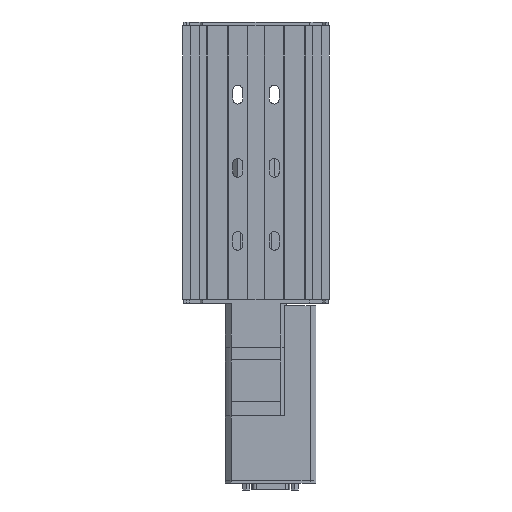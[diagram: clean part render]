
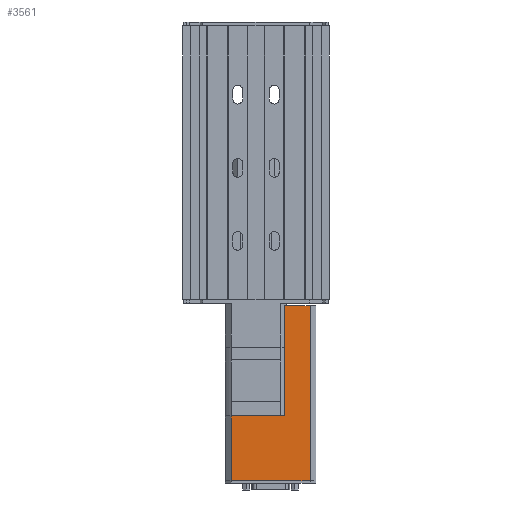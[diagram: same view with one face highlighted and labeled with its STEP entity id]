
A CAD part, front view. The second image highlights one B-rep face of the part: STEP entity #3561.
In plain terms, the highlighted planar face has unit normal (0, -1, 0).
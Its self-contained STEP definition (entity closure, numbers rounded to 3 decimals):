
#1088 = CARTESIAN_POINT ( 'NONE',  ( 37., -21., -91.25 ) ) ;
#1390 = EDGE_CURVE ( 'NONE', #6249, #23040, #2420, .T. ) ;
#1768 = CARTESIAN_POINT ( 'NONE',  ( 37., -21., 28.5 ) ) ;
#2420 = LINE ( 'NONE', #17799, #7534 ) ;
#2825 = PLANE ( 'NONE',  #9512 ) ;
#2983 = EDGE_CURVE ( 'NONE', #4238, #23040, #8136, .T. ) ;
#3561 = ADVANCED_FACE ( 'NONE', ( #10596 ), #2825, .F. ) ;
#3585 = VECTOR ( 'NONE', #7470, 1000. ) ;
#3760 = DIRECTION ( 'NONE',  ( -1., 0., 0. ) ) ;
#4238 = VERTEX_POINT ( 'NONE', #16600 ) ;
#5543 = EDGE_CURVE ( 'NONE', #10811, #10242, #24374, .T. ) ;
#5946 = CARTESIAN_POINT ( 'NONE',  ( 37., -21., -91.25 ) ) ;
#6249 = VERTEX_POINT ( 'NONE', #16417 ) ;
#6550 = CARTESIAN_POINT ( 'NONE',  ( 19.5, -21., 28.5 ) ) ;
#6569 = VERTEX_POINT ( 'NONE', #19648 ) ;
#6663 = EDGE_LOOP ( 'NONE', ( #22383, #19880, #15388, #18830, #19239, #11184 ) ) ;
#7198 = CARTESIAN_POINT ( 'NONE',  ( -17., -21., -47. ) ) ;
#7470 = DIRECTION ( 'NONE',  ( 0., 0., 1. ) ) ;
#7534 = VECTOR ( 'NONE', #10070, 1000. ) ;
#8136 = LINE ( 'NONE', #19615, #21825 ) ;
#8960 = VECTOR ( 'NONE', #3760, 1000. ) ;
#9512 = AXIS2_PLACEMENT_3D ( 'NONE', #1088, #22308, #16191 ) ;
#10070 = DIRECTION ( 'NONE',  ( 0., 0., 1. ) ) ;
#10242 = VERTEX_POINT ( 'NONE', #17084 ) ;
#10596 = FACE_OUTER_BOUND ( 'NONE', #6663, .T. ) ;
#10811 = VERTEX_POINT ( 'NONE', #6550 ) ;
#11184 = ORIENTED_EDGE ( 'NONE', *, *, #22034, .F. ) ;
#14989 = LINE ( 'NONE', #22744, #16509 ) ;
#15388 = ORIENTED_EDGE ( 'NONE', *, *, #21519, .T. ) ;
#15677 = EDGE_CURVE ( 'NONE', #6569, #10242, #19089, .T. ) ;
#15738 = DIRECTION ( 'NONE',  ( -1., 0., 0. ) ) ;
#16191 = DIRECTION ( 'NONE',  ( -1., 0., 0. ) ) ;
#16417 = CARTESIAN_POINT ( 'NONE',  ( -17., -21., -91.25 ) ) ;
#16509 = VECTOR ( 'NONE', #17248, 1000. ) ;
#16600 = CARTESIAN_POINT ( 'NONE',  ( 19.5, -21., -47. ) ) ;
#17084 = CARTESIAN_POINT ( 'NONE',  ( 37., -21., 28.5 ) ) ;
#17100 = CARTESIAN_POINT ( 'NONE',  ( 37., -21., -91.25 ) ) ;
#17248 = DIRECTION ( 'NONE',  ( 0., 0., -1. ) ) ;
#17799 = CARTESIAN_POINT ( 'NONE',  ( -17., -21., -91.25 ) ) ;
#18830 = ORIENTED_EDGE ( 'NONE', *, *, #2983, .T. ) ;
#18981 = LINE ( 'NONE', #17100, #8960 ) ;
#19089 = LINE ( 'NONE', #5946, #3585 ) ;
#19239 = ORIENTED_EDGE ( 'NONE', *, *, #1390, .F. ) ;
#19615 = CARTESIAN_POINT ( 'NONE',  ( 37., -21., -47. ) ) ;
#19648 = CARTESIAN_POINT ( 'NONE',  ( 37., -21., -91.25 ) ) ;
#19880 = ORIENTED_EDGE ( 'NONE', *, *, #5543, .F. ) ;
#20633 = DIRECTION ( 'NONE',  ( 1., 0., 0. ) ) ;
#21519 = EDGE_CURVE ( 'NONE', #10811, #4238, #14989, .T. ) ;
#21825 = VECTOR ( 'NONE', #15738, 1000. ) ;
#22034 = EDGE_CURVE ( 'NONE', #6569, #6249, #18981, .T. ) ;
#22308 = DIRECTION ( 'NONE',  ( 0., 1., 0. ) ) ;
#22383 = ORIENTED_EDGE ( 'NONE', *, *, #15677, .T. ) ;
#22744 = CARTESIAN_POINT ( 'NONE',  ( 19.5, -21., 28.5 ) ) ;
#23040 = VERTEX_POINT ( 'NONE', #7198 ) ;
#24352 = VECTOR ( 'NONE', #20633, 1000. ) ;
#24374 = LINE ( 'NONE', #1768, #24352 ) ;
